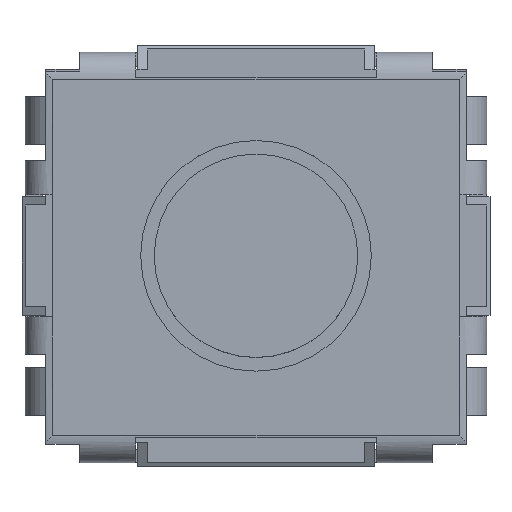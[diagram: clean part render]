
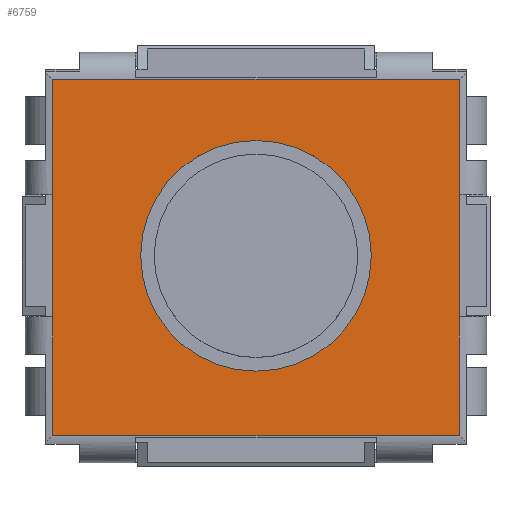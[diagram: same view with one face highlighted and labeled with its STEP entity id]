
A CAD part, top view. The second image highlights one B-rep face of the part: STEP entity #6759.
In plain terms, the highlighted planar face has unit normal (0, 0, 1).
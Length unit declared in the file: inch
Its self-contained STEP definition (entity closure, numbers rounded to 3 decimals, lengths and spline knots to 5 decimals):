
#5821=CARTESIAN_POINT('',(0.,-0.06693,0.10039));
#5822=VERTEX_POINT('',#5821);
#5823=CARTESIAN_POINT('',(0.,0.,0.10039));
#5824=DIRECTION('',(0.0,0.0,-1.0));
#5825=DIRECTION('',(0.0,1.0,0.0));
#5826=AXIS2_PLACEMENT_3D('',#5823,#5824,#5825);
#5827=CIRCLE('',#5826,0.06693);
#5828=EDGE_CURVE('',#5822,#5822,#5827,.T.);
#5960=CARTESIAN_POINT('',(0.11811,0.03543,0.10039));
#5961=VERTEX_POINT('',#5960);
#5968=CARTESIAN_POINT('',(0.11811,-0.03543,0.10039));
#5969=VERTEX_POINT('',#5968);
#5970=CARTESIAN_POINT('',(0.11811,-0.03543,0.10039));
#5971=DIRECTION('',(0.0,1.0,0.0));
#5972=VECTOR('',#5971,0.07087);
#5973=LINE('',#5970,#5972);
#5974=EDGE_CURVE('',#5969,#5961,#5973,.T.);
#6071=CARTESIAN_POINT('',(-0.11811,-0.03543,0.10039));
#6072=VERTEX_POINT('',#6071);
#6079=CARTESIAN_POINT('',(-0.11811,0.03543,0.10039));
#6080=VERTEX_POINT('',#6079);
#6081=CARTESIAN_POINT('',(-0.11811,0.03543,0.10039));
#6082=DIRECTION('',(0.0,-1.0,0.0));
#6083=VECTOR('',#6082,0.07087);
#6084=LINE('',#6081,#6083);
#6085=EDGE_CURVE('',#6080,#6072,#6084,.T.);
#6248=CARTESIAN_POINT('',(0.11811,0.10236,0.10039));
#6249=VERTEX_POINT('',#6248);
#6294=CARTESIAN_POINT('',(-0.11811,0.10236,0.10039));
#6295=VERTEX_POINT('',#6294);
#6303=CARTESIAN_POINT('',(-0.11811,0.10236,0.10039));
#6304=DIRECTION('',(1.0,0.0,0.0));
#6305=VECTOR('',#6304,0.23622);
#6306=LINE('',#6303,#6305);
#6307=EDGE_CURVE('',#6295,#6249,#6306,.T.);
#6532=CARTESIAN_POINT('',(0.11811,-0.10433,0.10039));
#6533=VERTEX_POINT('',#6532);
#6534=CARTESIAN_POINT('',(0.11811,-0.03543,0.10039));
#6535=DIRECTION('',(0.0,-1.0,0.0));
#6536=VECTOR('',#6535,0.0689);
#6537=LINE('',#6534,#6536);
#6538=EDGE_CURVE('',#5969,#6533,#6537,.T.);
#6612=CARTESIAN_POINT('',(-0.11811,0.03543,0.10039));
#6613=DIRECTION('',(0.0,1.0,0.0));
#6614=VECTOR('',#6613,0.06693);
#6615=LINE('',#6612,#6614);
#6616=EDGE_CURVE('',#6080,#6295,#6615,.T.);
#6628=CARTESIAN_POINT('',(-0.11811,-0.10433,0.10039));
#6629=VERTEX_POINT('',#6628);
#6655=CARTESIAN_POINT('',(0.11811,-0.10433,0.10039));
#6656=DIRECTION('',(-1.0,0.0,0.0));
#6657=VECTOR('',#6656,0.23622);
#6658=LINE('',#6655,#6657);
#6659=EDGE_CURVE('',#6533,#6629,#6658,.T.);
#6710=CARTESIAN_POINT('',(-0.11811,-0.10433,0.10039));
#6711=DIRECTION('',(0.0,1.0,0.0));
#6712=VECTOR('',#6711,0.0689);
#6713=LINE('',#6710,#6712);
#6714=EDGE_CURVE('',#6629,#6072,#6713,.T.);
#6736=CARTESIAN_POINT('',(0.13386,0.11811,0.10039));
#6737=DIRECTION('',(0.0,0.0,1.0));
#6738=DIRECTION('',(1.0,0.0,0.0));
#6739=AXIS2_PLACEMENT_3D('',#6736,#6737,#6738);
#6740=PLANE('',#6739);
#6741=CARTESIAN_POINT('',(0.11811,0.10236,0.10039));
#6742=DIRECTION('',(0.0,-1.0,0.0));
#6743=VECTOR('',#6742,0.06693);
#6744=LINE('',#6741,#6743);
#6745=EDGE_CURVE('',#6249,#5961,#6744,.T.);
#6746=ORIENTED_EDGE('',*,*,#6745,.F.);
#6747=ORIENTED_EDGE('',*,*,#6307,.F.);
#6748=ORIENTED_EDGE('',*,*,#6616,.F.);
#6749=ORIENTED_EDGE('',*,*,#6085,.T.);
#6750=ORIENTED_EDGE('',*,*,#6714,.F.);
#6751=ORIENTED_EDGE('',*,*,#6659,.F.);
#6752=ORIENTED_EDGE('',*,*,#6538,.F.);
#6753=ORIENTED_EDGE('',*,*,#5974,.T.);
#6754=EDGE_LOOP('',(#6746,#6747,#6748,#6749,#6750,#6751,#6752,#6753));
#6755=FACE_OUTER_BOUND('',#6754,.T.);
#6756=ORIENTED_EDGE('',*,*,#5828,.T.);
#6757=EDGE_LOOP('',(#6756));
#6758=FACE_BOUND('',#6757,.T.);
#6759=ADVANCED_FACE('',(#6755,#6758),#6740,.T.);
